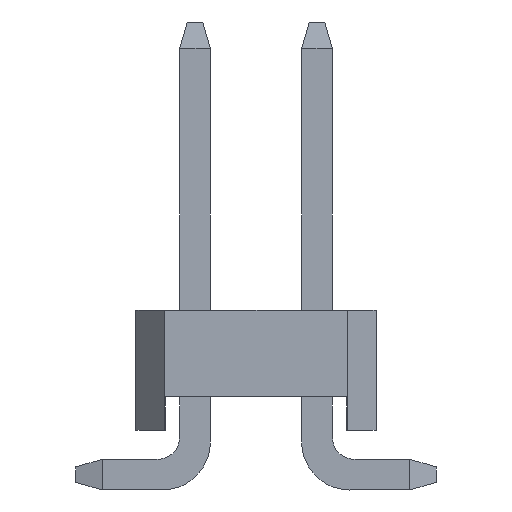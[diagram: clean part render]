
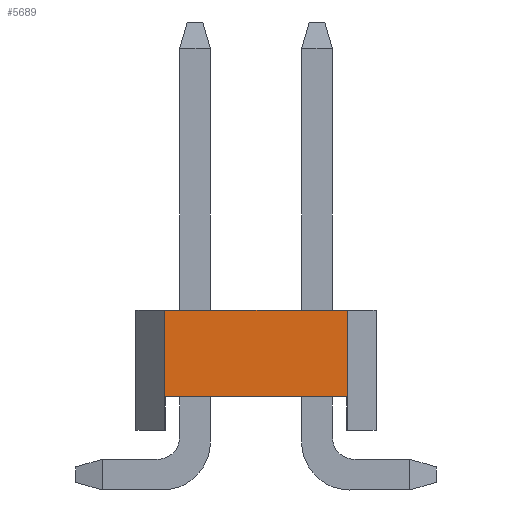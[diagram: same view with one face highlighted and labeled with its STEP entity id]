
A CAD part, left-side view. The second image highlights one B-rep face of the part: STEP entity #5689.
In plain terms, the highlighted planar face has unit normal (-1, 0, 0).
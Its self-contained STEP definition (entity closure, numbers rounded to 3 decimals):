
#376=FACE_OUTER_BOUND('',#682,.T.);
#682=EDGE_LOOP('',(#4816,#4817,#4818,#4819,#4820,#4821,#4822,#4823));
#817=LINE('',#7685,#1529);
#876=LINE('',#7804,#1588);
#1311=LINE('',#8754,#2023);
#1315=LINE('',#8761,#2027);
#1320=LINE('',#8771,#2032);
#1393=LINE('',#8917,#2105);
#1395=LINE('',#8920,#2107);
#1396=LINE('',#8921,#2108);
#1529=VECTOR('',#6280,1.);
#1588=VECTOR('',#6341,1.);
#2023=VECTOR('',#7226,1.);
#2027=VECTOR('',#7232,1.);
#2032=VECTOR('',#7241,1.);
#2105=VECTOR('',#7386,1.);
#2107=VECTOR('',#7390,1.);
#2108=VECTOR('',#7391,1.);
#2205=VERTEX_POINT('',#7682);
#2206=VERTEX_POINT('',#7684);
#2264=VERTEX_POINT('',#7801);
#2265=VERTEX_POINT('',#7803);
#2555=VERTEX_POINT('',#8753);
#2557=VERTEX_POINT('',#8759);
#2560=VERTEX_POINT('',#8770);
#2597=VERTEX_POINT('',#8916);
#2737=EDGE_CURVE('',#2206,#2205,#817,.T.);
#2796=EDGE_CURVE('',#2265,#2264,#876,.T.);
#3263=EDGE_CURVE('',#2555,#2265,#1311,.T.);
#3267=EDGE_CURVE('',#2264,#2557,#1315,.T.);
#3272=EDGE_CURVE('',#2555,#2560,#1320,.T.);
#3345=EDGE_CURVE('',#2597,#2206,#1393,.T.);
#3347=EDGE_CURVE('',#2597,#2557,#1395,.T.);
#3348=EDGE_CURVE('',#2560,#2205,#1396,.T.);
#4816=ORIENTED_EDGE('',*,*,#3267,.T.);
#4817=ORIENTED_EDGE('',*,*,#3347,.F.);
#4818=ORIENTED_EDGE('',*,*,#3345,.T.);
#4819=ORIENTED_EDGE('',*,*,#2737,.T.);
#4820=ORIENTED_EDGE('',*,*,#3348,.F.);
#4821=ORIENTED_EDGE('',*,*,#3272,.F.);
#4822=ORIENTED_EDGE('',*,*,#3263,.T.);
#4823=ORIENTED_EDGE('',*,*,#2796,.T.);
#5116=PLANE('',#6029);
#5689=ADVANCED_FACE('',(#376),#5116,.T.);
#6029=AXIS2_PLACEMENT_3D('',#8919,#7388,#7389);
#6280=DIRECTION('',(0.,1.,0.));
#6341=DIRECTION('',(0.,-1.,0.));
#7226=DIRECTION('',(0.,0.,1.));
#7232=DIRECTION('',(0.,0.,-1.));
#7241=DIRECTION('',(0.,1.,0.));
#7386=DIRECTION('',(0.,0.,1.));
#7388=DIRECTION('center_axis',(-1.,0.,0.));
#7389=DIRECTION('ref_axis',(0.,-1.,0.));
#7390=DIRECTION('',(0.,1.,0.));
#7391=DIRECTION('',(0.,0.,1.));
#7682=CARTESIAN_POINT('',(-6.35,1.9,3.74));
#7684=CARTESIAN_POINT('',(-6.35,-1.9,3.74));
#7685=CARTESIAN_POINT('',(-6.35,-1.9,3.74));
#7801=CARTESIAN_POINT('',(-6.35,-1.89,1.94));
#7803=CARTESIAN_POINT('',(-6.35,1.89,1.94));
#7804=CARTESIAN_POINT('',(-6.35,-0.95,1.94));
#8753=CARTESIAN_POINT('',(-6.35,1.89,1.24));
#8754=CARTESIAN_POINT('',(-6.35,1.89,1.165));
#8759=CARTESIAN_POINT('',(-6.35,-1.89,1.24));
#8761=CARTESIAN_POINT('',(-6.35,-1.89,1.165));
#8770=CARTESIAN_POINT('',(-6.35,1.9,1.24));
#8771=CARTESIAN_POINT('',(-6.35,-1.9,1.24));
#8916=CARTESIAN_POINT('',(-6.35,-1.9,1.24));
#8917=CARTESIAN_POINT('',(-6.35,-1.9,1.24));
#8919=CARTESIAN_POINT('Origin',(-6.35,-1.9,1.24));
#8920=CARTESIAN_POINT('',(-6.35,-1.9,1.24));
#8921=CARTESIAN_POINT('',(-6.35,1.9,1.24));
